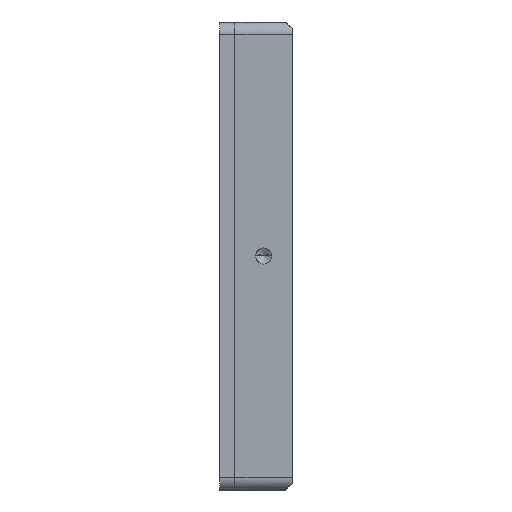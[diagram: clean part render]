
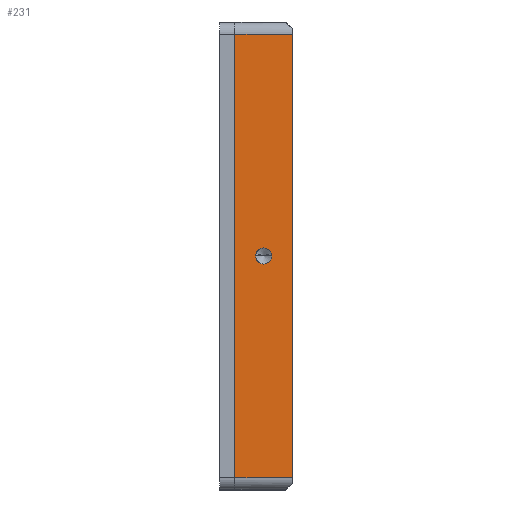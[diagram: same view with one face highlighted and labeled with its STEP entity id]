
A CAD part, left-side view. The second image highlights one B-rep face of the part: STEP entity #231.
In plain terms, the highlighted planar face has unit normal (-1, 0, 0).
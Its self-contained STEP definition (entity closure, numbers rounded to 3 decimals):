
#28 = EDGE_CURVE ( 'NONE', #2468, #682, #1085, .T. ) ;
#83 = DIRECTION ( 'NONE',  ( 0., 0., 1. ) ) ;
#140 = CARTESIAN_POINT ( 'NONE',  ( -123.45, 0., 7.5 ) ) ;
#154 = EDGE_CURVE ( 'NONE', #199, #3185, #2438, .T. ) ;
#168 = CARTESIAN_POINT ( 'NONE',  ( -123.45, -57.775, 15. ) ) ;
#189 = PLANE ( 'NONE',  #1868 ) ;
#199 = VERTEX_POINT ( 'NONE', #1928 ) ;
#231 = ADVANCED_FACE ( 'NONE', ( #1945, #3170 ), #189, .F. ) ;
#233 = ORIENTED_EDGE ( 'NONE', *, *, #1876, .T. ) ;
#342 = CARTESIAN_POINT ( 'NONE',  ( -123.45, 0., 7.5 ) ) ;
#386 = CARTESIAN_POINT ( 'NONE',  ( -123.45, -57.775, 0. ) ) ;
#445 = ORIENTED_EDGE ( 'NONE', *, *, #28, .T. ) ;
#517 = EDGE_CURVE ( 'NONE', #3185, #199, #2071, .T. ) ;
#597 = DIRECTION ( 'NONE',  ( 0., 0., 1. ) ) ;
#601 = VERTEX_POINT ( 'NONE', #2795 ) ;
#672 = VERTEX_POINT ( 'NONE', #1714 ) ;
#682 = VERTEX_POINT ( 'NONE', #168 ) ;
#718 = AXIS2_PLACEMENT_3D ( 'NONE', #342, #2376, #597 ) ;
#859 = CARTESIAN_POINT ( 'NONE',  ( -123.45, 57.775, 15. ) ) ;
#906 = ORIENTED_EDGE ( 'NONE', *, *, #2911, .F. ) ;
#947 = DIRECTION ( 'NONE',  ( 1., 0., 0. ) ) ;
#973 = ORIENTED_EDGE ( 'NONE', *, *, #517, .F. ) ;
#1040 = AXIS2_PLACEMENT_3D ( 'NONE', #140, #1359, #1378 ) ;
#1085 = LINE ( 'NONE', #2730, #1402 ) ;
#1359 = DIRECTION ( 'NONE',  ( -1., 0., 0. ) ) ;
#1375 = CARTESIAN_POINT ( 'NONE',  ( -123.45, -60.95, 15. ) ) ;
#1378 = DIRECTION ( 'NONE',  ( 0., 0., 1. ) ) ;
#1402 = VECTOR ( 'NONE', #83, 1000. ) ;
#1424 = ORIENTED_EDGE ( 'NONE', *, *, #154, .F. ) ;
#1449 = DIRECTION ( 'NONE',  ( 0., -1., 0. ) ) ;
#1599 = CARTESIAN_POINT ( 'NONE',  ( -123.45, 0., 9.6 ) ) ;
#1685 = CARTESIAN_POINT ( 'NONE',  ( -123.45, -60.95, 0. ) ) ;
#1688 = CARTESIAN_POINT ( 'NONE',  ( -123.45, -60.95, 15. ) ) ;
#1714 = CARTESIAN_POINT ( 'NONE',  ( -123.45, 57.775, 15. ) ) ;
#1868 = AXIS2_PLACEMENT_3D ( 'NONE', #1688, #947, #2674 ) ;
#1876 = EDGE_CURVE ( 'NONE', #601, #2468, #3118, .T. ) ;
#1928 = CARTESIAN_POINT ( 'NONE',  ( -123.45, 0., 5.4 ) ) ;
#1945 = FACE_BOUND ( 'NONE', #2247, .T. ) ;
#1993 = VECTOR ( 'NONE', #2867, 1000. ) ;
#2071 = CIRCLE ( 'NONE', #718, 2.1 ) ;
#2120 = DIRECTION ( 'NONE',  ( 0., -1., 0. ) ) ;
#2164 = ORIENTED_EDGE ( 'NONE', *, *, #2872, .T. ) ;
#2242 = VECTOR ( 'NONE', #1449, 1000. ) ;
#2247 = EDGE_LOOP ( 'NONE', ( #973, #1424 ) ) ;
#2376 = DIRECTION ( 'NONE',  ( -1., 0., 0. ) ) ;
#2438 = CIRCLE ( 'NONE', #1040, 2.1 ) ;
#2468 = VERTEX_POINT ( 'NONE', #386 ) ;
#2523 = EDGE_LOOP ( 'NONE', ( #906, #2164, #233, #445 ) ) ;
#2674 = DIRECTION ( 'NONE',  ( 0., 0., -1. ) ) ;
#2730 = CARTESIAN_POINT ( 'NONE',  ( -123.45, -57.775, 15. ) ) ;
#2795 = CARTESIAN_POINT ( 'NONE',  ( -123.45, 57.775, 0. ) ) ;
#2850 = LINE ( 'NONE', #1375, #3020 ) ;
#2867 = DIRECTION ( 'NONE',  ( 0., 0., -1. ) ) ;
#2872 = EDGE_CURVE ( 'NONE', #672, #601, #3088, .T. ) ;
#2911 = EDGE_CURVE ( 'NONE', #672, #682, #2850, .T. ) ;
#3020 = VECTOR ( 'NONE', #2120, 1000. ) ;
#3088 = LINE ( 'NONE', #859, #1993 ) ;
#3118 = LINE ( 'NONE', #1685, #2242 ) ;
#3170 = FACE_OUTER_BOUND ( 'NONE', #2523, .T. ) ;
#3185 = VERTEX_POINT ( 'NONE', #1599 ) ;
